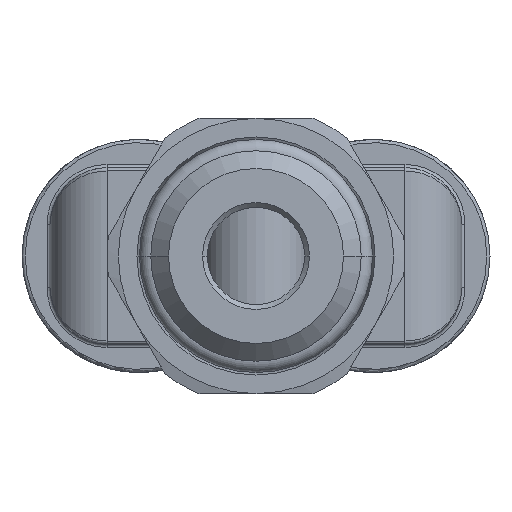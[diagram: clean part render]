
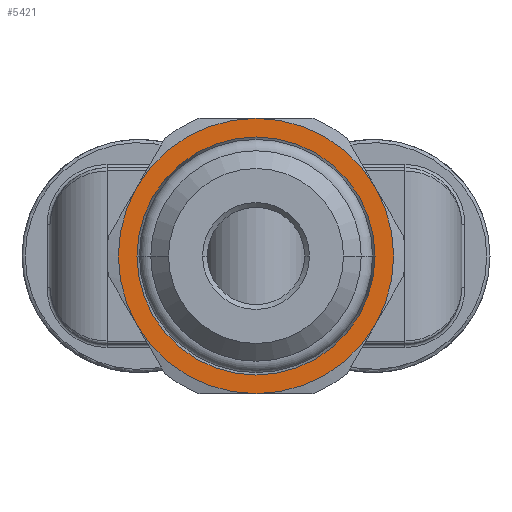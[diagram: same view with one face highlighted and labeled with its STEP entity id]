
A CAD part, front view. The second image highlights one B-rep face of the part: STEP entity #5421.
In plain terms, the highlighted planar face has unit normal (0, -1, 0).
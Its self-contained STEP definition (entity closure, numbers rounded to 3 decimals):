
#988=CARTESIAN_POINT('',(0.,-6.,0.));
#989=DIRECTION('',(0.,-1.,0.));
#990=DIRECTION('',(-1.,0.,0.));
#991=AXIS2_PLACEMENT_3D('',#988,#989,#990);
#993=CARTESIAN_POINT('',(0.,-6.,0.));
#994=DIRECTION('',(0.,-1.,0.));
#995=DIRECTION('',(1.,0.,0.));
#996=AXIS2_PLACEMENT_3D('',#993,#994,#995);
#998=CARTESIAN_POINT('',(0.,-6.,0.));
#999=DIRECTION('',(0.,-1.,0.));
#1000=DIRECTION('',(0.,0.,1.));
#1001=AXIS2_PLACEMENT_3D('',#998,#999,#1000);
#1003=CARTESIAN_POINT('',(0.,-6.,0.));
#1004=DIRECTION('',(0.,-1.,0.));
#1005=DIRECTION('',(0.866,0.,0.5));
#1006=AXIS2_PLACEMENT_3D('',#1003,#1004,#1005);
#1008=CARTESIAN_POINT('',(0.,-6.,0.));
#1009=DIRECTION('',(0.,-1.,0.));
#1010=DIRECTION('',(0.866,0.,-0.5));
#1011=AXIS2_PLACEMENT_3D('',#1008,#1009,#1010);
#1013=CARTESIAN_POINT('',(0.,-6.,0.));
#1014=DIRECTION('',(0.,-1.,0.));
#1015=DIRECTION('',(0.,0.,-1.));
#1016=AXIS2_PLACEMENT_3D('',#1013,#1014,#1015);
#1018=CARTESIAN_POINT('',(0.,-6.,0.));
#1019=DIRECTION('',(0.,-1.,0.));
#1020=DIRECTION('',(-0.866,0.,-0.5));
#1021=AXIS2_PLACEMENT_3D('',#1018,#1019,#1020);
#1023=CARTESIAN_POINT('',(0.,-6.,0.));
#1024=DIRECTION('',(0.,-1.,0.));
#1025=DIRECTION('',(-0.866,0.,0.5));
#1026=AXIS2_PLACEMENT_3D('',#1023,#1024,#1025);
#1028=CARTESIAN_POINT('',(0.,-6.,
8.5));
#1129=CARTESIAN_POINT('',(0.,-6.,
-8.5));
#1164=CARTESIAN_POINT('',(7.361,-6.,4.25));
#1226=CARTESIAN_POINT('',(-7.361,-6.,
4.25));
#1258=CARTESIAN_POINT('',(-7.361,-6.,
-4.25));
#3318=CARTESIAN_POINT('',(7.361,-6.,
-4.25));
#3966=CARTESIAN_POINT('',(-7.35,-6.,0.));
#3967=VERTEX_POINT('',#3966);
#3970=CARTESIAN_POINT('',(7.35,-6.,0.));
#3971=VERTEX_POINT('',#3970);
#3996=VERTEX_POINT('',#1028);
#4003=VERTEX_POINT('',#1226);
#4009=VERTEX_POINT('',#1258);
#4015=VERTEX_POINT('',#1129);
#4021=VERTEX_POINT('',#3318);
#4027=VERTEX_POINT('',#1164);
#5398=CARTESIAN_POINT('',(0.,-6.,0.));
#5399=DIRECTION('',(0.,-1.,0.));
#5400=DIRECTION('',(0.,0.,1.));
#5401=AXIS2_PLACEMENT_3D('',#5398,#5399,#5400);
#5402=PLANE('',#5401);
#5404=ORIENTED_EDGE('',*,*,#5403,.F.);
#5406=ORIENTED_EDGE('',*,*,#5405,.F.);
#5408=ORIENTED_EDGE('',*,*,#5407,.F.);
#5410=ORIENTED_EDGE('',*,*,#5409,.F.);
#5412=ORIENTED_EDGE('',*,*,#5411,.F.);
#5414=ORIENTED_EDGE('',*,*,#5413,.F.);
#5415=EDGE_LOOP('',(#5404,#5406,#5408,#5410,#5412,#5414));
#5416=FACE_OUTER_BOUND('',#5415,.F.);
#5417=ORIENTED_EDGE('',*,*,#5393,.T.);
#5418=ORIENTED_EDGE('',*,*,#5377,.T.);
#5419=EDGE_LOOP('',(#5417,#5418));
#5420=FACE_BOUND('',#5419,.F.);
#5421=ADVANCED_FACE('',(#5416,#5420),#5402,.T.);
#992=CIRCLE('',#991,7.35);
#997=CIRCLE('',#996,7.35);
#1002=CIRCLE('',#1001,8.5);
#1007=CIRCLE('',#1006,8.5);
#1012=CIRCLE('',#1011,8.5);
#1017=CIRCLE('',#1016,8.5);
#1022=CIRCLE('',#1021,8.5);
#1027=CIRCLE('',#1026,8.5);
#5377=EDGE_CURVE('',#3971,#3967,#997,.T.);
#5393=EDGE_CURVE('',#3967,#3971,#992,.T.);
#5403=EDGE_CURVE('',#3996,#4003,#1002,.T.);
#5405=EDGE_CURVE('',#4027,#3996,#1007,.T.);
#5407=EDGE_CURVE('',#4021,#4027,#1012,.T.);
#5409=EDGE_CURVE('',#4015,#4021,#1017,.T.);
#5411=EDGE_CURVE('',#4009,#4015,#1022,.T.);
#5413=EDGE_CURVE('',#4003,#4009,#1027,.T.);
